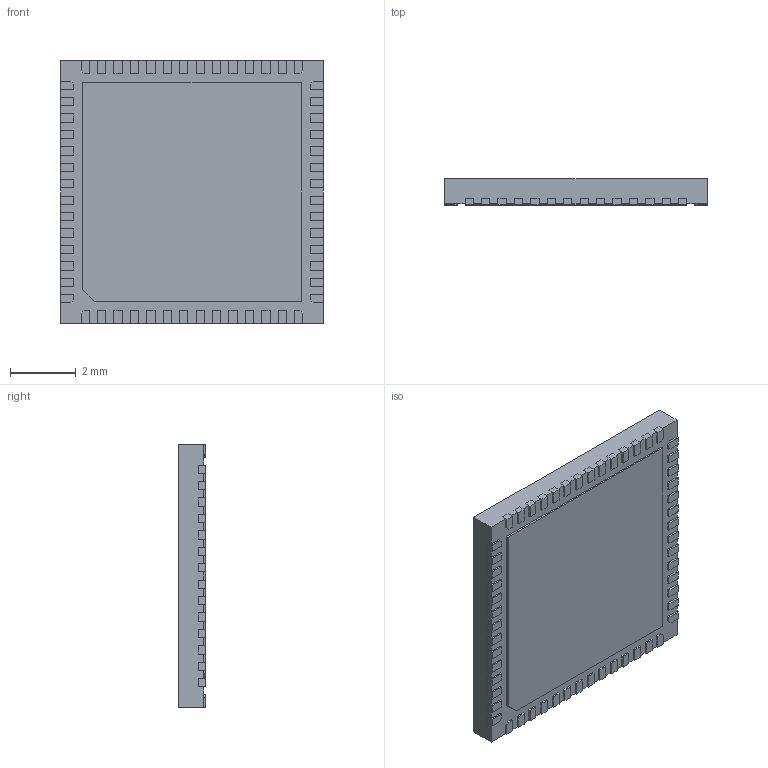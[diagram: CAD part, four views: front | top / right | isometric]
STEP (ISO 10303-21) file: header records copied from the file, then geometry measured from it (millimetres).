
FILE_DESCRIPTION (( 'STEP AP214' ), '1' );
FILE_NAME ('T5688+5.STEP', '2020-11-24T19:07:50', ( '' ), ( '' ), 'SwSTEP 2.0', 'SolidWorks 2017', '' );
FILE_SCHEMA (( 'AUTOMOTIVE_DESIGN' ));
Length unit declared in the file: millimetre
Products named in the file (1): T5688+5
Bounding box: 8 x 0.8 x 8 mm (x, y, z)
Volume: 50.5 mm3; surface area: 282.3 mm2
Topology: 59 solids, 59 shells, 602 faces, 1446 edges, 964 vertices
Faces by surface type: plane 598, cylinder 4
Entity records: 17674 total; most frequent: CARTESIAN_POINT 3013, ORIENTED_EDGE 2892, DIRECTION 2660, EDGE_CURVE 1446, LINE 1438, VECTOR 1438, VERTEX_POINT 964, AXIS2_PLACEMENT_3D 611
